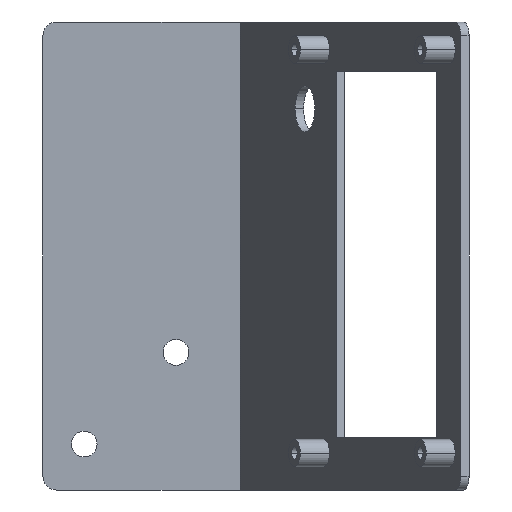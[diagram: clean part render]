
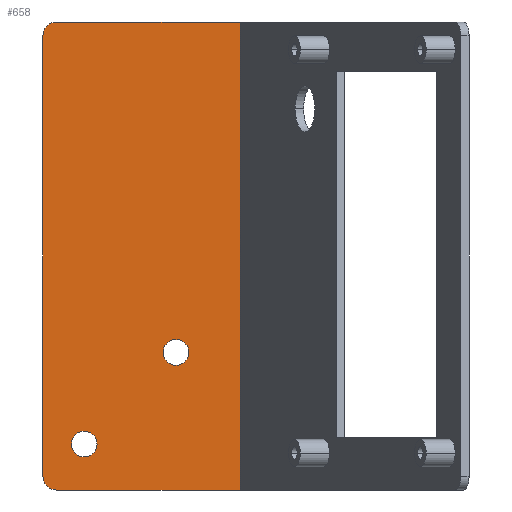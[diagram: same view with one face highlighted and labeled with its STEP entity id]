
A CAD part, front view. The second image highlights one B-rep face of the part: STEP entity #658.
In plain terms, the highlighted planar face has unit normal (0, -1, 0).
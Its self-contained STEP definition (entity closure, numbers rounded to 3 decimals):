
#45 = VERTEX_POINT ( 'NONE', #1006 ) ;
#57 = CIRCLE ( 'NONE', #1168, 2.8 ) ;
#84 = DIRECTION ( 'NONE',  ( 0., -1., 0. ) ) ;
#90 = VERTEX_POINT ( 'NONE', #743 ) ;
#92 = DIRECTION ( 'NONE',  ( 0., 1., 0. ) ) ;
#98 = VERTEX_POINT ( 'NONE', #665 ) ;
#100 = FACE_BOUND ( 'NONE', #1264, .T. ) ;
#101 = CIRCLE ( 'NONE', #1212, 2.8 ) ;
#139 = CIRCLE ( 'NONE', #1280, 3. ) ;
#182 = VECTOR ( 'NONE', #1090, 1000. ) ;
#189 = AXIS2_PLACEMENT_3D ( 'NONE', #206, #201, #195 ) ;
#195 = DIRECTION ( 'NONE',  ( 0., 0., 1. ) ) ;
#201 = DIRECTION ( 'NONE',  ( 0., 1., 0. ) ) ;
#206 = CARTESIAN_POINT ( 'NONE',  ( 0., -2., 102. ) ) ;
#237 = EDGE_CURVE ( 'NONE', #1365, #1445, #101, .T. ) ;
#271 = EDGE_CURVE ( 'NONE', #98, #45, #57, .T. ) ;
#284 = PLANE ( 'NONE',  #189 ) ;
#329 = DIRECTION ( 'NONE',  ( 0., 0., -1. ) ) ;
#333 = CARTESIAN_POINT ( 'NONE',  ( 0., -2., 102. ) ) ;
#343 = CARTESIAN_POINT ( 'NONE',  ( 3., -2., 0. ) ) ;
#377 = CARTESIAN_POINT ( 'NONE',  ( 0., -2., 3. ) ) ;
#431 = VECTOR ( 'NONE', #1098, 1000. ) ;
#435 = FACE_OUTER_BOUND ( 'NONE', #713, .T. ) ;
#454 = CARTESIAN_POINT ( 'NONE',  ( 0., -2., 102. ) ) ;
#498 = CARTESIAN_POINT ( 'NONE',  ( 9., -2., 12.8 ) ) ;
#504 = LINE ( 'NONE', #1213, #1159 ) ;
#532 = ORIENTED_EDGE ( 'NONE', *, *, #237, .T. ) ;
#576 = DIRECTION ( 'NONE',  ( 0., -1., 0. ) ) ;
#580 = DIRECTION ( 'NONE',  ( 1., 0., 0. ) ) ;
#588 = DIRECTION ( 'NONE',  ( 0., 1., 0. ) ) ;
#658 = ADVANCED_FACE ( 'NONE', ( #1367, #100, #435 ), #284, .F. ) ;
#665 = CARTESIAN_POINT ( 'NONE',  ( 29., -2., 27.2 ) ) ;
#713 = EDGE_LOOP ( 'NONE', ( #1106, #1408, #1317, #744, #1191, #849 ) ) ;
#740 = CIRCLE ( 'NONE', #827, 2.8 ) ;
#743 = CARTESIAN_POINT ( 'NONE',  ( 3., -2., 102. ) ) ;
#744 = ORIENTED_EDGE ( 'NONE', *, *, #1046, .F. ) ;
#775 = DIRECTION ( 'NONE',  ( 0., 0., 1. ) ) ;
#778 = LINE ( 'NONE', #1298, #1385 ) ;
#779 = DIRECTION ( 'NONE',  ( 0., 1., 0. ) ) ;
#783 = CARTESIAN_POINT ( 'NONE',  ( 29., -2., 30. ) ) ;
#794 = ORIENTED_EDGE ( 'NONE', *, *, #1067, .T. ) ;
#803 = ORIENTED_EDGE ( 'NONE', *, *, #271, .T. ) ;
#811 = CARTESIAN_POINT ( 'NONE',  ( 3., -2., 3. ) ) ;
#813 = CIRCLE ( 'NONE', #881, 3. ) ;
#817 = CARTESIAN_POINT ( 'NONE',  ( 29., -2., 30. ) ) ;
#827 = AXIS2_PLACEMENT_3D ( 'NONE', #1301, #588, #1386 ) ;
#849 = ORIENTED_EDGE ( 'NONE', *, *, #1040, .T. ) ;
#856 = DIRECTION ( 'NONE',  ( 0., 0., 1. ) ) ;
#860 = DIRECTION ( 'NONE',  ( 0., 1., 0. ) ) ;
#862 = CARTESIAN_POINT ( 'NONE',  ( 9., -2., 10. ) ) ;
#881 = AXIS2_PLACEMENT_3D ( 'NONE', #1294, #576, #1377 ) ;
#941 = VERTEX_POINT ( 'NONE', #980 ) ;
#944 = DIRECTION ( 'NONE',  ( 0., 0., 1. ) ) ;
#950 = DIRECTION ( 'NONE',  ( 0., 0., 1. ) ) ;
#980 = CARTESIAN_POINT ( 'NONE',  ( 0., -2., 99. ) ) ;
#1006 = CARTESIAN_POINT ( 'NONE',  ( 29., -2., 32.8 ) ) ;
#1023 = ORIENTED_EDGE ( 'NONE', *, *, #1071, .T. ) ;
#1040 = EDGE_CURVE ( 'NONE', #90, #941, #813, .T. ) ;
#1042 = EDGE_CURVE ( 'NONE', #90, #1202, #1192, .T. ) ;
#1046 = EDGE_CURVE ( 'NONE', #1202, #1242, #504, .T. ) ;
#1053 = EDGE_CURVE ( 'NONE', #1257, #1242, #778, .T. ) ;
#1055 = EDGE_CURVE ( 'NONE', #1455, #1257, #139, .T. ) ;
#1057 = EDGE_CURVE ( 'NONE', #941, #1455, #1109, .T. ) ;
#1067 = EDGE_CURVE ( 'NONE', #1445, #1365, #740, .T. ) ;
#1071 = EDGE_CURVE ( 'NONE', #45, #98, #1089, .T. ) ;
#1089 = CIRCLE ( 'NONE', #1341, 2.8 ) ;
#1090 = DIRECTION ( 'NONE',  ( 1., 0., 0. ) ) ;
#1098 = DIRECTION ( 'NONE',  ( 0., 0., -1. ) ) ;
#1106 = ORIENTED_EDGE ( 'NONE', *, *, #1057, .T. ) ;
#1107 = CARTESIAN_POINT ( 'NONE',  ( 43., -2., 0. ) ) ;
#1109 = LINE ( 'NONE', #333, #431 ) ;
#1127 = EDGE_LOOP ( 'NONE', ( #1023, #803 ) ) ;
#1159 = VECTOR ( 'NONE', #329, 1000. ) ;
#1168 = AXIS2_PLACEMENT_3D ( 'NONE', #783, #779, #775 ) ;
#1191 = ORIENTED_EDGE ( 'NONE', *, *, #1042, .F. ) ;
#1192 = LINE ( 'NONE', #454, #182 ) ;
#1202 = VERTEX_POINT ( 'NONE', #1218 ) ;
#1212 = AXIS2_PLACEMENT_3D ( 'NONE', #862, #860, #856 ) ;
#1213 = CARTESIAN_POINT ( 'NONE',  ( 43., -2., 102. ) ) ;
#1218 = CARTESIAN_POINT ( 'NONE',  ( 43., -2., 102. ) ) ;
#1242 = VERTEX_POINT ( 'NONE', #1107 ) ;
#1257 = VERTEX_POINT ( 'NONE', #343 ) ;
#1264 = EDGE_LOOP ( 'NONE', ( #794, #532 ) ) ;
#1280 = AXIS2_PLACEMENT_3D ( 'NONE', #811, #84, #944 ) ;
#1294 = CARTESIAN_POINT ( 'NONE',  ( 3., -2., 99. ) ) ;
#1298 = CARTESIAN_POINT ( 'NONE',  ( 0., -2., 0. ) ) ;
#1301 = CARTESIAN_POINT ( 'NONE',  ( 9., -2., 10. ) ) ;
#1315 = CARTESIAN_POINT ( 'NONE',  ( 9., -2., 7.2 ) ) ;
#1317 = ORIENTED_EDGE ( 'NONE', *, *, #1053, .T. ) ;
#1341 = AXIS2_PLACEMENT_3D ( 'NONE', #817, #92, #950 ) ;
#1365 = VERTEX_POINT ( 'NONE', #1315 ) ;
#1367 = FACE_BOUND ( 'NONE', #1127, .T. ) ;
#1377 = DIRECTION ( 'NONE',  ( 0., 0., 1. ) ) ;
#1385 = VECTOR ( 'NONE', #580, 1000. ) ;
#1386 = DIRECTION ( 'NONE',  ( 0., 0., 1. ) ) ;
#1408 = ORIENTED_EDGE ( 'NONE', *, *, #1055, .T. ) ;
#1445 = VERTEX_POINT ( 'NONE', #498 ) ;
#1455 = VERTEX_POINT ( 'NONE', #377 ) ;
